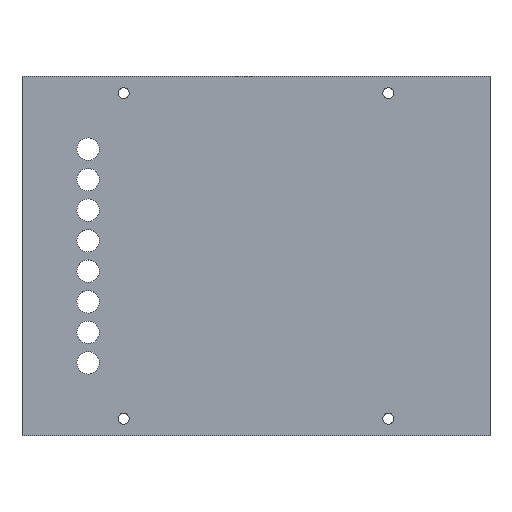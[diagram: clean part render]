
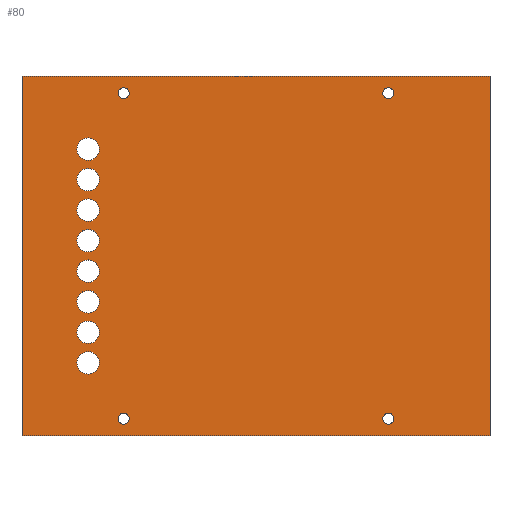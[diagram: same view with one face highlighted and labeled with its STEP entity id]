
A CAD part, top view. The second image highlights one B-rep face of the part: STEP entity #80.
In plain terms, the highlighted planar face has unit normal (0, 0, 1).
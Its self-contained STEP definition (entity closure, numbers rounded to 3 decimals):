
#80 = ADVANCED_FACE( '', ( #116, #117, #118, #119, #120, #121, #122, #123, #124, #125, #126, #127, #128 ), #129, .T. );
#116 = FACE_BOUND( '', #188, .T. );
#117 = FACE_BOUND( '', #189, .T. );
#118 = FACE_BOUND( '', #190, .T. );
#119 = FACE_BOUND( '', #191, .T. );
#120 = FACE_BOUND( '', #192, .T. );
#121 = FACE_BOUND( '', #193, .T. );
#122 = FACE_BOUND( '', #194, .T. );
#123 = FACE_BOUND( '', #195, .T. );
#124 = FACE_BOUND( '', #196, .T. );
#125 = FACE_BOUND( '', #197, .T. );
#126 = FACE_BOUND( '', #198, .T. );
#127 = FACE_BOUND( '', #199, .T. );
#128 = FACE_OUTER_BOUND( '', #200, .T. );
#129 = PLANE( '', #201 );
#188 = EDGE_LOOP( '', ( #285 ) );
#189 = EDGE_LOOP( '', ( #286 ) );
#190 = EDGE_LOOP( '', ( #287 ) );
#191 = EDGE_LOOP( '', ( #288 ) );
#192 = EDGE_LOOP( '', ( #289 ) );
#193 = EDGE_LOOP( '', ( #290 ) );
#194 = EDGE_LOOP( '', ( #291 ) );
#195 = EDGE_LOOP( '', ( #292 ) );
#196 = EDGE_LOOP( '', ( #293 ) );
#197 = EDGE_LOOP( '', ( #294 ) );
#198 = EDGE_LOOP( '', ( #295 ) );
#199 = EDGE_LOOP( '', ( #296 ) );
#200 = EDGE_LOOP( '', ( #297, #298, #299, #300 ) );
#201 = AXIS2_PLACEMENT_3D( '', #301, #302, #303 );
#285 = ORIENTED_EDGE( '', *, *, #388, .F. );
#286 = ORIENTED_EDGE( '', *, *, #389, .F. );
#287 = ORIENTED_EDGE( '', *, *, #390, .F. );
#288 = ORIENTED_EDGE( '', *, *, #391, .F. );
#289 = ORIENTED_EDGE( '', *, *, #392, .T. );
#290 = ORIENTED_EDGE( '', *, *, #393, .T. );
#291 = ORIENTED_EDGE( '', *, *, #394, .T. );
#292 = ORIENTED_EDGE( '', *, *, #395, .T. );
#293 = ORIENTED_EDGE( '', *, *, #396, .T. );
#294 = ORIENTED_EDGE( '', *, *, #397, .T. );
#295 = ORIENTED_EDGE( '', *, *, #398, .T. );
#296 = ORIENTED_EDGE( '', *, *, #399, .T. );
#297 = ORIENTED_EDGE( '', *, *, #366, .T. );
#298 = ORIENTED_EDGE( '', *, *, #384, .T. );
#299 = ORIENTED_EDGE( '', *, *, #387, .T. );
#300 = ORIENTED_EDGE( '', *, *, #385, .T. );
#301 = CARTESIAN_POINT( '', ( -35.611, 80.824, 8. ) );
#302 = DIRECTION( '', ( 0., 0., 1. ) );
#303 = DIRECTION( '', ( 1., 0., 0. ) );
#366 = EDGE_CURVE( '', #405, #403, #406, .T. );
#384 = EDGE_CURVE( '', #403, #437, #439, .T. );
#385 = EDGE_CURVE( '', #440, #405, #441, .T. );
#387 = EDGE_CURVE( '', #437, #440, #443, .T. );
#388 = EDGE_CURVE( '', #444, #444, #445, .T. );
#389 = EDGE_CURVE( '', #446, #446, #447, .T. );
#390 = EDGE_CURVE( '', #448, #448, #449, .T. );
#391 = EDGE_CURVE( '', #450, #450, #451, .T. );
#392 = EDGE_CURVE( '', #452, #452, #453, .T. );
#393 = EDGE_CURVE( '', #454, #454, #455, .T. );
#394 = EDGE_CURVE( '', #456, #456, #457, .T. );
#395 = EDGE_CURVE( '', #458, #458, #459, .T. );
#396 = EDGE_CURVE( '', #460, #460, #461, .T. );
#397 = EDGE_CURVE( '', #462, #462, #463, .T. );
#398 = EDGE_CURVE( '', #464, #464, #465, .T. );
#399 = EDGE_CURVE( '', #466, #466, #467, .T. );
#403 = VERTEX_POINT( '', #472 );
#405 = VERTEX_POINT( '', #475 );
#406 = LINE( '', #476, #477 );
#437 = VERTEX_POINT( '', #512 );
#439 = LINE( '', #515, #516 );
#440 = VERTEX_POINT( '', #517 );
#441 = LINE( '', #518, #519 );
#443 = LINE( '', #522, #523 );
#444 = VERTEX_POINT( '', #524 );
#445 = CIRCLE( '', #525, 1.621 );
#446 = VERTEX_POINT( '', #526 );
#447 = CIRCLE( '', #527, 1.621 );
#448 = VERTEX_POINT( '', #528 );
#449 = CIRCLE( '', #529, 1.621 );
#450 = VERTEX_POINT( '', #530 );
#451 = CIRCLE( '', #531, 1.621 );
#452 = VERTEX_POINT( '', #532 );
#453 = CIRCLE( '', #533, 3.324 );
#454 = VERTEX_POINT( '', #534 );
#455 = CIRCLE( '', #535, 3.324 );
#456 = VERTEX_POINT( '', #536 );
#457 = CIRCLE( '', #537, 3.324 );
#458 = VERTEX_POINT( '', #538 );
#459 = CIRCLE( '', #539, 3.324 );
#460 = VERTEX_POINT( '', #540 );
#461 = CIRCLE( '', #541, 3.324 );
#462 = VERTEX_POINT( '', #542 );
#463 = CIRCLE( '', #543, 3.324 );
#464 = VERTEX_POINT( '', #544 );
#465 = CIRCLE( '', #545, 3.324 );
#466 = VERTEX_POINT( '', #546 );
#467 = CIRCLE( '', #547, 3.324 );
#472 = CARTESIAN_POINT( '', ( -35.611, 80.824, 8. ) );
#475 = CARTESIAN_POINT( '', ( 102.389, 80.824, 8. ) );
#476 = CARTESIAN_POINT( '', ( 102.389, 80.824, 8. ) );
#477 = VECTOR( '', #550, 1000. );
#512 = CARTESIAN_POINT( '', ( -35.611, -25.176, 8. ) );
#515 = CARTESIAN_POINT( '', ( -35.611, 80.824, 8. ) );
#516 = VECTOR( '', #592, 1000. );
#517 = CARTESIAN_POINT( '', ( 102.389, -25.176, 8. ) );
#518 = CARTESIAN_POINT( '', ( 102.389, -25.176, 8. ) );
#519 = VECTOR( '', #593, 1000. );
#522 = CARTESIAN_POINT( '', ( -35.611, -25.176, 8. ) );
#523 = VECTOR( '', #595, 1000. );
#524 = CARTESIAN_POINT( '', ( -3.99, -20.176, 8. ) );
#525 = AXIS2_PLACEMENT_3D( '', #596, #597, #598 );
#526 = CARTESIAN_POINT( '', ( -3.99, 75.824, 8. ) );
#527 = AXIS2_PLACEMENT_3D( '', #599, #600, #601 );
#528 = CARTESIAN_POINT( '', ( 74.01, 75.824, 8. ) );
#529 = AXIS2_PLACEMENT_3D( '', #602, #603, #604 );
#530 = CARTESIAN_POINT( '', ( 74.01, -20.176, 8. ) );
#531 = AXIS2_PLACEMENT_3D( '', #605, #606, #607 );
#532 = CARTESIAN_POINT( '', ( -16.111, 56., 8. ) );
#533 = AXIS2_PLACEMENT_3D( '', #608, #609, #610 );
#534 = CARTESIAN_POINT( '', ( -16.111, -7., 8. ) );
#535 = AXIS2_PLACEMENT_3D( '', #611, #612, #613 );
#536 = CARTESIAN_POINT( '', ( -16.111, 2., 8. ) );
#537 = AXIS2_PLACEMENT_3D( '', #614, #615, #616 );
#538 = CARTESIAN_POINT( '', ( -16.111, 11., 8. ) );
#539 = AXIS2_PLACEMENT_3D( '', #617, #618, #619 );
#540 = CARTESIAN_POINT( '', ( -16.111, 20., 8. ) );
#541 = AXIS2_PLACEMENT_3D( '', #620, #621, #622 );
#542 = CARTESIAN_POINT( '', ( -16.111, 29., 8. ) );
#543 = AXIS2_PLACEMENT_3D( '', #623, #624, #625 );
#544 = CARTESIAN_POINT( '', ( -16.111, 38., 8. ) );
#545 = AXIS2_PLACEMENT_3D( '', #626, #627, #628 );
#546 = CARTESIAN_POINT( '', ( -16.111, 47., 8. ) );
#547 = AXIS2_PLACEMENT_3D( '', #629, #630, #631 );
#550 = DIRECTION( '', ( -1., 0., 0. ) );
#592 = DIRECTION( '', ( 0., -1., 0. ) );
#593 = DIRECTION( '', ( 0., 1., 0. ) );
#595 = DIRECTION( '', ( 1., 0., 0. ) );
#596 = CARTESIAN_POINT( '', ( -5.611, -20.176, 8. ) );
#597 = DIRECTION( '', ( 0., 0., 1. ) );
#598 = DIRECTION( '', ( 1., 0., 0. ) );
#599 = CARTESIAN_POINT( '', ( -5.611, 75.824, 8. ) );
#600 = DIRECTION( '', ( 0., 0., 1. ) );
#601 = DIRECTION( '', ( 1., 0., 0. ) );
#602 = CARTESIAN_POINT( '', ( 72.389, 75.824, 8. ) );
#603 = DIRECTION( '', ( 0., 0., 1. ) );
#604 = DIRECTION( '', ( 1., 0., 0. ) );
#605 = CARTESIAN_POINT( '', ( 72.389, -20.176, 8. ) );
#606 = DIRECTION( '', ( 0., 0., 1. ) );
#607 = DIRECTION( '', ( 1., 0., 0. ) );
#608 = CARTESIAN_POINT( '', ( -16.111, 59.324, 8. ) );
#609 = DIRECTION( '', ( 0., 0., -1. ) );
#610 = DIRECTION( '', ( 0., -1., 0. ) );
#611 = CARTESIAN_POINT( '', ( -16.111, -3.676, 8. ) );
#612 = DIRECTION( '', ( 0., 0., -1. ) );
#613 = DIRECTION( '', ( 0., -1., 0. ) );
#614 = CARTESIAN_POINT( '', ( -16.111, 5.324, 8. ) );
#615 = DIRECTION( '', ( 0., 0., -1. ) );
#616 = DIRECTION( '', ( 0., -1., 0. ) );
#617 = CARTESIAN_POINT( '', ( -16.111, 14.324, 8. ) );
#618 = DIRECTION( '', ( 0., 0., -1. ) );
#619 = DIRECTION( '', ( 0., -1., 0. ) );
#620 = CARTESIAN_POINT( '', ( -16.111, 23.324, 8. ) );
#621 = DIRECTION( '', ( 0., 0., -1. ) );
#622 = DIRECTION( '', ( 0., -1., 0. ) );
#623 = CARTESIAN_POINT( '', ( -16.111, 32.324, 8. ) );
#624 = DIRECTION( '', ( 0., 0., -1. ) );
#625 = DIRECTION( '', ( 0., -1., 0. ) );
#626 = CARTESIAN_POINT( '', ( -16.111, 41.324, 8. ) );
#627 = DIRECTION( '', ( 0., 0., -1. ) );
#628 = DIRECTION( '', ( 0., -1., 0. ) );
#629 = CARTESIAN_POINT( '', ( -16.111, 50.324, 8. ) );
#630 = DIRECTION( '', ( 0., 0., -1. ) );
#631 = DIRECTION( '', ( 0., -1., 0. ) );
